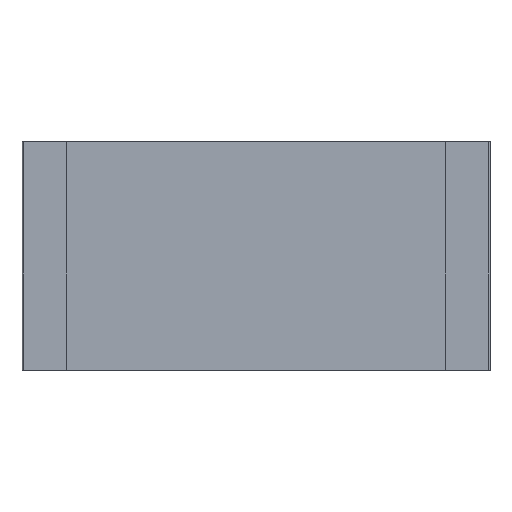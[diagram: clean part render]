
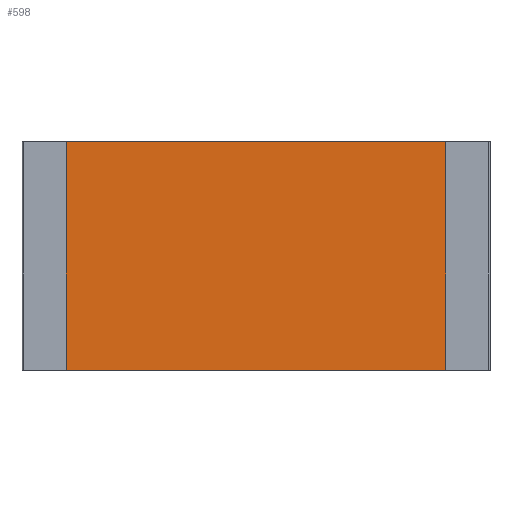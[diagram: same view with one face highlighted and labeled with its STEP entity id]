
A CAD part, top view. The second image highlights one B-rep face of the part: STEP entity #598.
In plain terms, the highlighted planar face has unit normal (0, 0, 1).
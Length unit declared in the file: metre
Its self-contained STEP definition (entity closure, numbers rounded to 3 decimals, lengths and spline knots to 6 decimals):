
#43=ORIENTED_EDGE('',*,*,#209,.F.);
#44=ORIENTED_EDGE('',*,*,#202,.F.);
#45=ORIENTED_EDGE('',*,*,#210,.T.);
#46=ORIENTED_EDGE('',*,*,#207,.T.);
#202=EDGE_CURVE('',#286,#284,#342,.T.);
#207=EDGE_CURVE('',#290,#289,#347,.T.);
#209=EDGE_CURVE('',#284,#289,#349,.T.);
#210=EDGE_CURVE('',#286,#290,#350,.T.);
#284=VERTEX_POINT('',#901);
#286=VERTEX_POINT('',#905);
#289=VERTEX_POINT('',#915);
#290=VERTEX_POINT('',#917);
#342=LINE('',#906,#418);
#347=LINE('',#916,#423);
#349=LINE('',#920,#425);
#350=LINE('',#921,#426);
#418=VECTOR('',#732,1.);
#423=VECTOR('',#741,1.);
#425=VECTOR('',#745,1.);
#426=VECTOR('',#746,1.);
#494=EDGE_LOOP('',(#43,#44,#45,#46));
#530=FACE_BOUND('',#494,.T.);
#566=PLANE('',#681);
#598=ADVANCED_FACE('',(#530),#566,.T.);
#681=AXIS2_PLACEMENT_3D('',#919,#743,#744);
#732=DIRECTION('',(0.,1.,0.));
#741=DIRECTION('',(0.,1.,0.));
#743=DIRECTION('',(0.,0.,1.));
#744=DIRECTION('',(1.,0.,0.));
#745=DIRECTION('',(1.,0.,0.));
#746=DIRECTION('',(1.,0.,0.));
#901=CARTESIAN_POINT('',(-0.002575,0.00155,0.00055));
#905=CARTESIAN_POINT('',(-0.002575,-0.00155,0.00055));
#906=CARTESIAN_POINT('',(-0.002575,-0.00155,0.00055));
#915=CARTESIAN_POINT('',(0.002575,0.00155,0.00055));
#916=CARTESIAN_POINT('',(0.002575,-0.00155,0.00055));
#917=CARTESIAN_POINT('',(0.002575,-0.00155,0.00055));
#919=CARTESIAN_POINT('',(0.,-0.00155,0.00055));
#920=CARTESIAN_POINT('',(0.,0.00155,0.00055));
#921=CARTESIAN_POINT('',(0.,-0.00155,0.00055));
